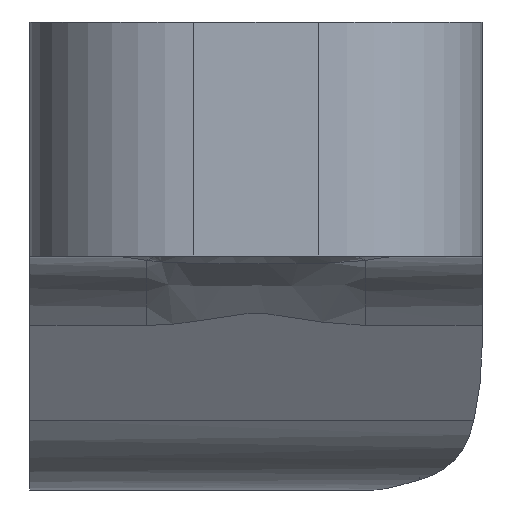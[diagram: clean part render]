
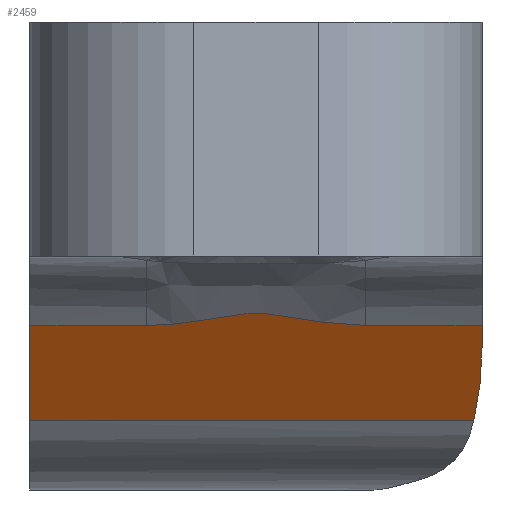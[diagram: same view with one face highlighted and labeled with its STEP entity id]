
A CAD part, front view. The second image highlights one B-rep face of the part: STEP entity #2459.
In plain terms, the highlighted planar face has unit normal (0, -0.832, -0.555).
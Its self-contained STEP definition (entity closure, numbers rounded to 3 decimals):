
#118 = VERTEX_POINT ( 'NONE', #975 ) ;
#122 = DIRECTION ( 'NONE',  ( 0., -0.555, 0.832 ) ) ;
#163 = DIRECTION ( 'NONE',  ( 1., 0., 0. ) ) ;
#188 = CARTESIAN_POINT ( 'NONE',  ( 3.487, -42.544, 11.316 ) ) ;
#201 =( BOUNDED_CURVE ( )  B_SPLINE_CURVE ( 3, ( #1853, #527, #1409, #1391 ),
 .UNSPECIFIED., .F., .T. ) 
 B_SPLINE_CURVE_WITH_KNOTS ( ( 4, 4 ),
 ( 1.242, 1.571 ),
 .UNSPECIFIED. ) 
 CURVE ( )  GEOMETRIC_REPRESENTATION_ITEM ( )  RATIONAL_B_SPLINE_CURVE ( ( 1., 0.991, 0.991, 1. ) ) 
 REPRESENTATION_ITEM ( '' )  );
#218 = CARTESIAN_POINT ( 'NONE',  ( 4.649, -42.548, 11.322 ) ) ;
#226 = FACE_OUTER_BOUND ( 'NONE', #400, .T. ) ;
#234 = CARTESIAN_POINT ( 'NONE',  ( 2.61, -42.485, 11.228 ) ) ;
#259 = B_SPLINE_CURVE_WITH_KNOTS ( 'NONE', 3,
 ( #844, #1950, #1109, #2811, #1291, #669, #2179, #1743, #218, #1537, #188, #1305, #234, #450, #1492, #1936, #890, #1712, #1066, #409 ),
 .UNSPECIFIED., .F., .F.,
 ( 4, 2, 2, 2, 2, 2, 2, 2, 2, 4 ),
 ( 0., 0.002, 0.004, 0.005, 0.007, 0.008, 0.009, 0.011, 0.012, 0.014 ),
 .UNSPECIFIED. ) ;
#318 = CARTESIAN_POINT ( 'NONE',  ( -3.007, -42.031, 10.547 ) ) ;
#324 = EDGE_CURVE ( 'NONE', #1504, #897, #1605, .T. ) ;
#400 = EDGE_LOOP ( 'NONE', ( #1705, #2424, #2385, #1595, #2330, #2687, #2294 ) ) ;
#409 = CARTESIAN_POINT ( 'NONE',  ( -3.007, -42.031, 10.547 ) ) ;
#450 = CARTESIAN_POINT ( 'NONE',  ( 1.73, -42.397, 11.095 ) ) ;
#493 = LINE ( 'NONE', #1364, #2660 ) ;
#512 = AXIS2_PLACEMENT_3D ( 'NONE', #1532, #1101, #1969 ) ;
#527 = CARTESIAN_POINT ( 'NONE',  ( 18.319, -39.012, 6.018 ) ) ;
#536 = CARTESIAN_POINT ( 'NONE',  ( 18.5, -42.031, 10.547 ) ) ;
#669 = CARTESIAN_POINT ( 'NONE',  ( 6.949, -42.311, 10.967 ) ) ;
#780 = VECTOR ( 'NONE', #122, 1000. ) ;
#844 = CARTESIAN_POINT ( 'NONE',  ( 11.007, -42.031, 10.547 ) ) ;
#863 = EDGE_CURVE ( 'NONE', #118, #1504, #493, .T. ) ;
#890 = CARTESIAN_POINT ( 'NONE',  ( -0.619, -42.133, 10.699 ) ) ;
#897 = VERTEX_POINT ( 'NONE', #1426 ) ;
#975 = CARTESIAN_POINT ( 'NONE',  ( 18.5, -41.202, 9.303 ) ) ;
#1001 = EDGE_CURVE ( 'NONE', #1199, #2568, #1021, .T. ) ;
#1017 = CARTESIAN_POINT ( 'NONE',  ( -10.5, -35., 0. ) ) ;
#1021 = LINE ( 'NONE', #1893, #1825 ) ;
#1066 = CARTESIAN_POINT ( 'NONE',  ( -2.403, -42.031, 10.547 ) ) ;
#1072 = CARTESIAN_POINT ( 'NONE',  ( -10.5, -37.969, 4.453 ) ) ;
#1101 = DIRECTION ( 'NONE',  ( 0., -0.832, -0.555 ) ) ;
#1109 = CARTESIAN_POINT ( 'NONE',  ( 9.836, -42.052, 10.579 ) ) ;
#1114 = CARTESIAN_POINT ( 'NONE',  ( -10.5, -42.031, 10.547 ) ) ;
#1199 = VERTEX_POINT ( 'NONE', #1072 ) ;
#1265 = EDGE_CURVE ( 'NONE', #2116, #1277, #1994, .T. ) ;
#1277 = VERTEX_POINT ( 'NONE', #2387 ) ;
#1291 = CARTESIAN_POINT ( 'NONE',  ( 8.099, -42.184, 10.775 ) ) ;
#1305 = CARTESIAN_POINT ( 'NONE',  ( 2.903, -42.511, 11.266 ) ) ;
#1364 = CARTESIAN_POINT ( 'NONE',  ( 18.5, -35., 0. ) ) ;
#1391 = CARTESIAN_POINT ( 'NONE',  ( 18.5, -41.202, 9.303 ) ) ;
#1393 = DIRECTION ( 'NONE',  ( 0., -0.555, 0.832 ) ) ;
#1409 = CARTESIAN_POINT ( 'NONE',  ( 18.5, -40.1, 7.649 ) ) ;
#1426 = CARTESIAN_POINT ( 'NONE',  ( 11.007, -42.031, 10.547 ) ) ;
#1459 = VECTOR ( 'NONE', #1497, 1000. ) ;
#1492 = CARTESIAN_POINT ( 'NONE',  ( 1.144, -42.322, 10.983 ) ) ;
#1497 = DIRECTION ( 'NONE',  ( -1., 0., 0. ) ) ;
#1504 = VERTEX_POINT ( 'NONE', #536 ) ;
#1532 = CARTESIAN_POINT ( 'NONE',  ( 18.5, -35., 0. ) ) ;
#1537 = CARTESIAN_POINT ( 'NONE',  ( 3.778, -42.553, 11.329 ) ) ;
#1595 = ORIENTED_EDGE ( 'NONE', *, *, #1265, .T. ) ;
#1605 = LINE ( 'NONE', #1833, #2327 ) ;
#1658 = EDGE_CURVE ( 'NONE', #1199, #1277, #2517, .T. ) ;
#1705 = ORIENTED_EDGE ( 'NONE', *, *, #863, .T. ) ;
#1712 = CARTESIAN_POINT ( 'NONE',  ( -1.806, -42.054, 10.58 ) ) ;
#1743 = CARTESIAN_POINT ( 'NONE',  ( 5.226, -42.504, 11.256 ) ) ;
#1751 = EDGE_CURVE ( 'NONE', #897, #2116, #259, .T. ) ;
#1762 = PLANE ( 'NONE',  #512 ) ;
#1825 = VECTOR ( 'NONE', #163, 1000. ) ;
#1833 = CARTESIAN_POINT ( 'NONE',  ( -10.5, -42.031, 10.547 ) ) ;
#1853 = CARTESIAN_POINT ( 'NONE',  ( 17.963, -37.969, 4.453 ) ) ;
#1893 = CARTESIAN_POINT ( 'NONE',  ( 18.5, -37.969, 4.453 ) ) ;
#1936 = CARTESIAN_POINT ( 'NONE',  ( -0.03, -42.191, 10.786 ) ) ;
#1950 = CARTESIAN_POINT ( 'NONE',  ( 10.419, -42.031, 10.547 ) ) ;
#1969 = DIRECTION ( 'NONE',  ( 0., 0.555, -0.832 ) ) ;
#1994 = LINE ( 'NONE', #1114, #1459 ) ;
#2116 = VERTEX_POINT ( 'NONE', #318 ) ;
#2179 = CARTESIAN_POINT ( 'NONE',  ( 6.376, -42.384, 11.076 ) ) ;
#2270 = DIRECTION ( 'NONE',  ( -1., 0., 0. ) ) ;
#2294 = ORIENTED_EDGE ( 'NONE', *, *, #2582, .T. ) ;
#2327 = VECTOR ( 'NONE', #2270, 1000. ) ;
#2330 = ORIENTED_EDGE ( 'NONE', *, *, #1658, .F. ) ;
#2385 = ORIENTED_EDGE ( 'NONE', *, *, #1751, .T. ) ;
#2387 = CARTESIAN_POINT ( 'NONE',  ( -10.5, -42.031, 10.547 ) ) ;
#2424 = ORIENTED_EDGE ( 'NONE', *, *, #324, .T. ) ;
#2459 = ADVANCED_FACE ( 'NONE', ( #226 ), #1762, .T. ) ;
#2517 = LINE ( 'NONE', #1017, #780 ) ;
#2519 = CARTESIAN_POINT ( 'NONE',  ( 17.963, -37.969, 4.453 ) ) ;
#2568 = VERTEX_POINT ( 'NONE', #2519 ) ;
#2582 = EDGE_CURVE ( 'NONE', #2568, #118, #201, .T. ) ;
#2660 = VECTOR ( 'NONE', #1393, 1000. ) ;
#2687 = ORIENTED_EDGE ( 'NONE', *, *, #1001, .T. ) ;
#2811 = CARTESIAN_POINT ( 'NONE',  ( 8.675, -42.128, 10.693 ) ) ;
